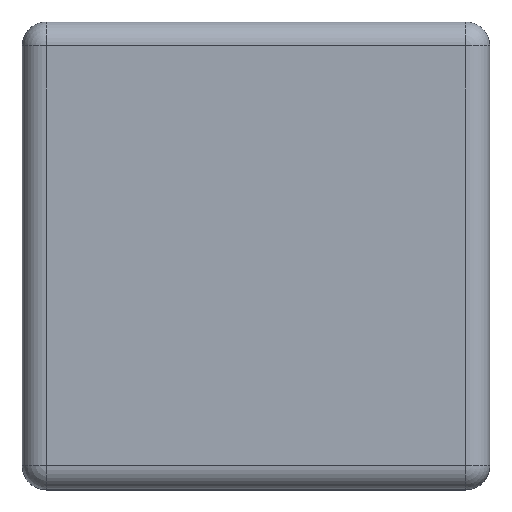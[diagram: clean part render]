
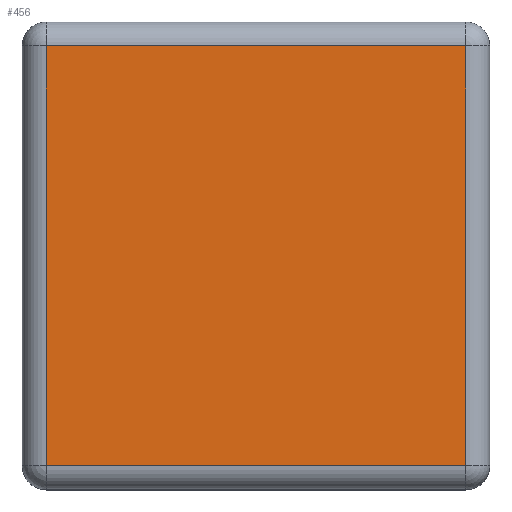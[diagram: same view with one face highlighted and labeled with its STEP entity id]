
A CAD part, top view. The second image highlights one B-rep face of the part: STEP entity #456.
In plain terms, the highlighted planar face has unit normal (0, 0, 1).
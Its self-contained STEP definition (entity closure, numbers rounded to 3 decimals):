
#16=DIRECTION('',(1.,0.,0.));
#37=DIRECTION('',(0.,0.,-1.));
#60=DIRECTION('',(0.,1.,0.));
#303=VECTOR('',#304,1.);
#304=DIRECTION('',(-1.,0.,0.));
#316=DIRECTION('',(0.,-1.,0.));
#348=VERTEX_POINT('',#349);
#349=CARTESIAN_POINT('',(3.75,-13.75,11.1));
#354=ORIENTED_EDGE('',*,*,#355,.T.);
#355=EDGE_CURVE('',#348,#356,#358,.T.);
#356=VERTEX_POINT('',#357);
#357=CARTESIAN_POINT('',(-13.75,-13.75,11.1));
#358=LINE('',#349,#303);
#384=VECTOR('',#60,1.);
#398=VECTOR('',#16,1.);
#410=VECTOR('',#316,1.);
#456=ADVANCED_FACE('',(#457),#472,.F.);
#457=FACE_BOUND('',#458,.F.);
#458=EDGE_LOOP('',(#459,#354,#464,#469));
#459=ORIENTED_EDGE('',*,*,#460,.T.);
#460=EDGE_CURVE('',#461,#348,#463,.T.);
#461=VERTEX_POINT('',#462);
#462=CARTESIAN_POINT('',(3.75,3.75,11.1));
#463=LINE('',#462,#410);
#464=ORIENTED_EDGE('',*,*,#465,.T.);
#465=EDGE_CURVE('',#356,#466,#468,.T.);
#466=VERTEX_POINT('',#467);
#467=CARTESIAN_POINT('',(-13.75,3.75,11.1));
#468=LINE('',#357,#384);
#469=ORIENTED_EDGE('',*,*,#470,.T.);
#470=EDGE_CURVE('',#466,#461,#471,.T.);
#471=LINE('',#467,#398);
#472=PLANE('',#473);
#473=AXIS2_PLACEMENT_3D('',#474,#37,#304);
#474=CARTESIAN_POINT('',(-5.,-5.,11.1));
